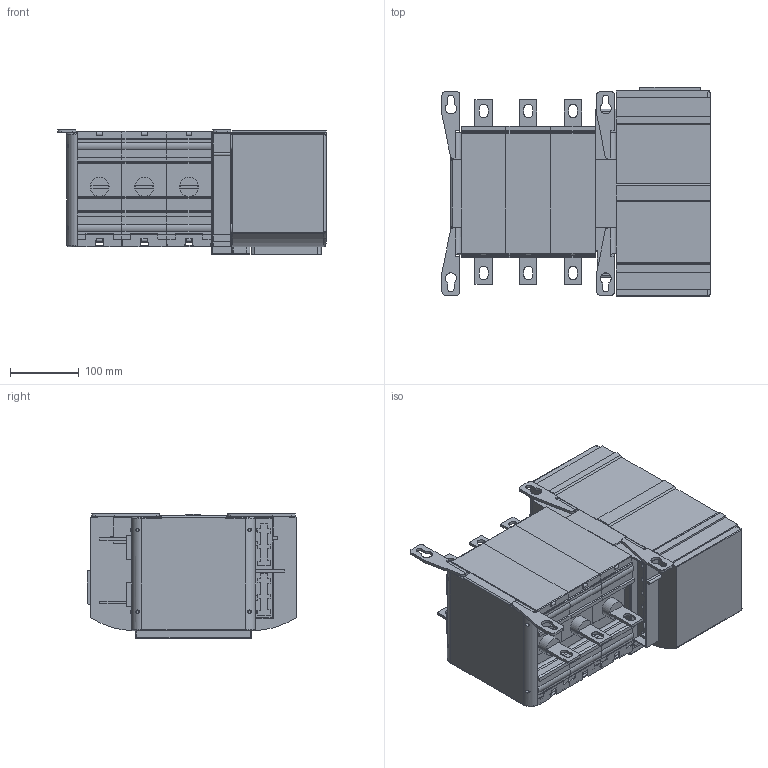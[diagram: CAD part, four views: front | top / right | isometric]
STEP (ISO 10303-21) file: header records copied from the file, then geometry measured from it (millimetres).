
FILE_DESCRIPTION((''),'2;1');
FILE_NAME('OX_260-400_3X3_T_LIGHT_ASM','2018-02-15T',('FIHEJAR'),(''),'CREO PARAMETRIC BY PTC INC, 2016380','CREO PARAMETRIC BY PTC INC, 2016380','');
FILE_SCHEMA(('AUTOMOTIVE_DESIGN { 1 0 10303 214 1 1 1 1 }'));
Products named in the file (9): OX_ME1-R2-Q; OXZM13; OXPI1_SR; OX_MI1_LX_SR; OXNA1-R3-400X_SR; CXBY69639_SR; OXNA1-R3-400X_SR_ASM; CXBY69638_SR; OX_260-400_3X3_T_LIGHT_ASM
Assembly tree (11 placements, depth 3):
  OX_260-400_3X3_T_LIGHT_ASM
    OX_ME1-R2-Q
    OXZM13  x2
    OXPI1_SR
    OX_MI1_LX_SR
    OXNA1-R3-400X_SR_ASM  x3
      OXNA1-R3-400X_SR
      CXBY69639_SR
    CXBY69638_SR
Bounding box: 389.7 x 304.5 x 181 mm (x, y, z)
Volume: 14110672.2 mm3; surface area: 974231.1 mm2
Topology: 13 solids, 21 shells, 1593 faces, 4346 edges, 2844 vertices
Faces by surface type: plane 956, cylinder 490, extrusion 65, bspline 58, cone 12, torus 8, sphere 4
Entity records: 52758 total; most frequent: CARTESIAN_POINT 24457, ORIENTED_EDGE 5554, DIRECTION 4992, EDGE_CURVE 2785, VECTOR 1998, LINE 1933, VERTEX_POINT 1814, AXIS2_PLACEMENT_3D 1497
